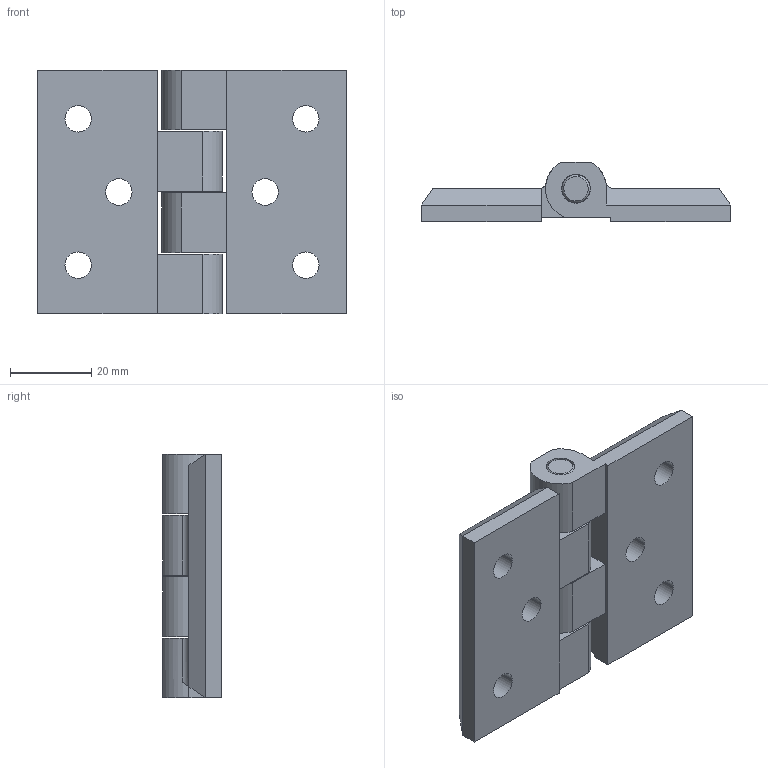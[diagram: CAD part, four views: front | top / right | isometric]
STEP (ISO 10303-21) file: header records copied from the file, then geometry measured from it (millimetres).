
FILE_DESCRIPTION (( 'STEP AP203' ), '1' );
FILE_NAME ('MY6076.1.5.6 BOYALI.STEP', '2022-06-10T10:20:06', ( '' ), ( '' ), 'SwSTEP 2.0', 'SolidWorks 2021', '' );
FILE_SCHEMA (( 'CONFIG_CONTROL_DESIGN' ));
Length unit declared in the file: millimetre
Products named in the file (1): MY6076.1.5.6 BOYALI
Bounding box: 76 x 14.5 x 60 mm (x, y, z)
Surface area: 13982.2 mm2 (no closed solid volume)
Topology: 0 solids, 4 shells, 80 faces, 440 edges, 366 vertices
Faces by surface type: plane 36, cylinder 28, cone 16
Entity records: 4662 total; most frequent: CARTESIAN_POINT 1331, ORIENTED_EDGE 654, DIRECTION 618, EDGE_CURVE 440, VERTEX_POINT 366, AXIS2_PLACEMENT_3D 245, CIRCLE 164, B_SPLINE_CURVE_WITH_KNOTS 144
